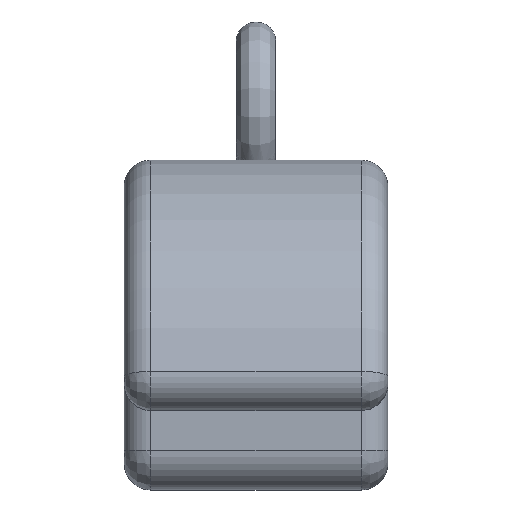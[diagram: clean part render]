
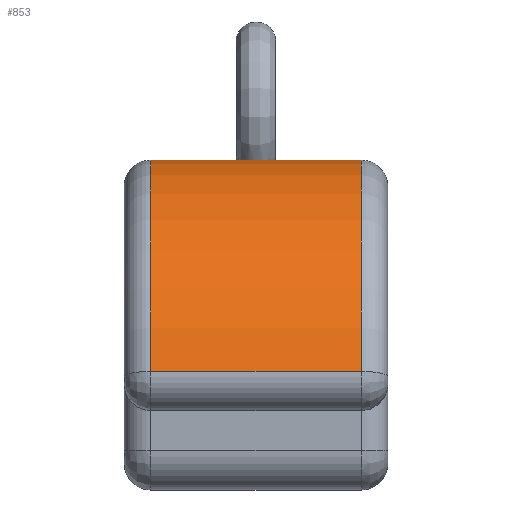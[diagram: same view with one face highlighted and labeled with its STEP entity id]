
A CAD part, top view. The second image highlights one B-rep face of the part: STEP entity #853.
In plain terms, the highlighted cylindrical face has radius 19.813 mm (diameter 39.627 mm), a partial arc.
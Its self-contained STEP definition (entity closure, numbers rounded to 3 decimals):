
#461 = EDGE_CURVE('',#462,#464,#466,.T.);
#462 = VERTEX_POINT('',#463);
#463 = CARTESIAN_POINT('',(-8.,-10.07,31.457));
#464 = VERTEX_POINT('',#465);
#465 = CARTESIAN_POINT('',(8.,-10.07,31.457));
#466 = LINE('',#467,#468);
#467 = CARTESIAN_POINT('',(-10.,-10.07,31.457));
#468 = VECTOR('',#469,1.);
#469 = DIRECTION('',(1.,0.,0.));
#688 = VERTEX_POINT('',#689);
#689 = CARTESIAN_POINT('',(-8.,6.,12.));
#733 = EDGE_CURVE('',#462,#688,#734,.T.);
#734 = CIRCLE('',#735,19.813);
#735 = AXIS2_PLACEMENT_3D('',#736,#737,#738);
#736 = CARTESIAN_POINT('',(-8.,-13.813,12.));
#737 = DIRECTION('',(-1.,0.,0.));
#738 = DIRECTION('',(0.,0.189,0.982));
#773 = VERTEX_POINT('',#774);
#774 = CARTESIAN_POINT('',(8.,6.,12.));
#816 = EDGE_CURVE('',#464,#773,#817,.T.);
#817 = CIRCLE('',#818,19.813);
#818 = AXIS2_PLACEMENT_3D('',#819,#820,#821);
#819 = CARTESIAN_POINT('',(8.,-13.813,12.));
#820 = DIRECTION('',(-1.,0.,0.));
#821 = DIRECTION('',(0.,0.189,0.982));
#853 = ADVANCED_FACE('',(#854),#865,.T.);
#854 = FACE_BOUND('',#855,.F.);
#855 = EDGE_LOOP('',(#856,#862,#863,#864));
#856 = ORIENTED_EDGE('',*,*,#857,.T.);
#857 = EDGE_CURVE('',#688,#773,#858,.T.);
#858 = LINE('',#859,#860);
#859 = CARTESIAN_POINT('',(-10.,6.,12.));
#860 = VECTOR('',#861,1.);
#861 = DIRECTION('',(1.,0.,0.));
#862 = ORIENTED_EDGE('',*,*,#816,.F.);
#863 = ORIENTED_EDGE('',*,*,#461,.F.);
#864 = ORIENTED_EDGE('',*,*,#733,.T.);
#865 = CYLINDRICAL_SURFACE('',#866,19.813);
#866 = AXIS2_PLACEMENT_3D('',#867,#868,#869);
#867 = CARTESIAN_POINT('',(-10.,-13.813,12.));
#868 = DIRECTION('',(-1.,0.,0.));
#869 = DIRECTION('',(0.,1.,0.));
